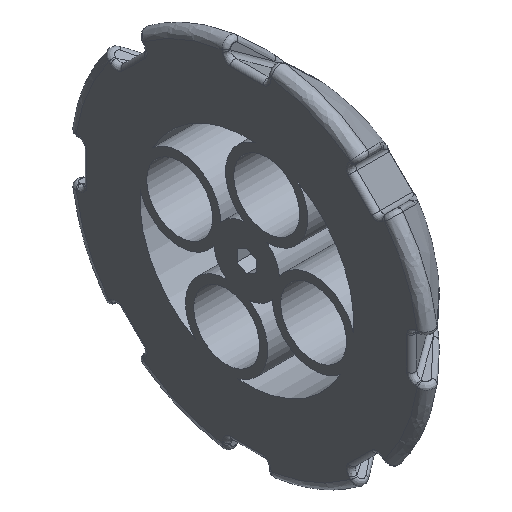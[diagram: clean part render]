
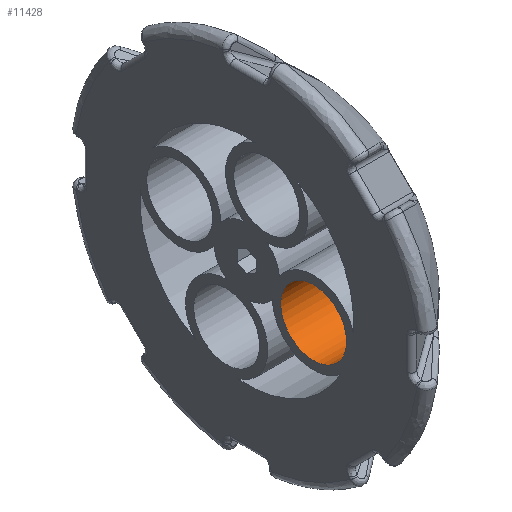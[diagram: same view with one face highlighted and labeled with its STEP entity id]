
A CAD part, isometric view. The second image highlights one B-rep face of the part: STEP entity #11428.
In plain terms, the highlighted cylindrical face has radius 4 mm (diameter 8 mm), a full revolution.
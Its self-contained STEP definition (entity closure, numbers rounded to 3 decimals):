
#2608 = EDGE_CURVE('',#2609,#2609,#2611,.T.);
#2609 = VERTEX_POINT('',#2610);
#2610 = CARTESIAN_POINT('',(37.842,-5.308,
    -14.996));
#2611 = CIRCLE('',#2612,4.);
#2612 = AXIS2_PLACEMENT_3D('',#2613,#2614,#2615);
#2613 = CARTESIAN_POINT('',(37.842,-8.137,
    -17.824));
#2614 = DIRECTION('',(1.,0.,-0.));
#2615 = DIRECTION('',(0.,0.707,0.707));
#4951 = EDGE_CURVE('',#4952,#4952,#4954,.T.);
#4952 = VERTEX_POINT('',#4953);
#4953 = CARTESIAN_POINT('',(28.842,-5.308,
    -14.996));
#4954 = CIRCLE('',#4955,4.);
#4955 = AXIS2_PLACEMENT_3D('',#4956,#4957,#4958);
#4956 = CARTESIAN_POINT('',(28.842,-8.137,
    -17.824));
#4957 = DIRECTION('',(1.,0.,0.));
#4958 = DIRECTION('',(0.,0.707,0.707));
#11428 = ADVANCED_FACE('',(#11429),#11440,.F.);
#11429 = FACE_BOUND('',#11430,.F.);
#11430 = EDGE_LOOP('',(#11431,#11432,#11438,#11439));
#11431 = ORIENTED_EDGE('',*,*,#2608,.F.);
#11432 = ORIENTED_EDGE('',*,*,#11433,.T.);
#11433 = EDGE_CURVE('',#2609,#4952,#11434,.T.);
#11434 = LINE('',#11435,#11436);
#11435 = CARTESIAN_POINT('',(37.842,-5.308,
    -14.996));
#11436 = VECTOR('',#11437,1.);
#11437 = DIRECTION('',(-1.,0.,0.));
#11438 = ORIENTED_EDGE('',*,*,#4951,.T.);
#11439 = ORIENTED_EDGE('',*,*,#11433,.F.);
#11440 = CYLINDRICAL_SURFACE('',#11441,4.);
#11441 = AXIS2_PLACEMENT_3D('',#11442,#11443,#11444);
#11442 = CARTESIAN_POINT('',(37.842,-8.137,
    -17.824));
#11443 = DIRECTION('',(1.,0.,0.));
#11444 = DIRECTION('',(0.,0.707,0.707));
